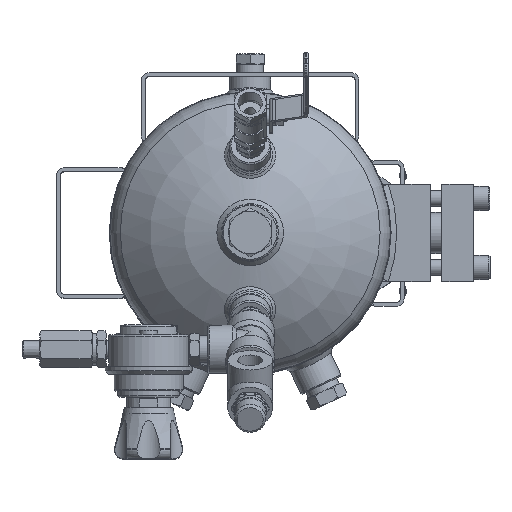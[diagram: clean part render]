
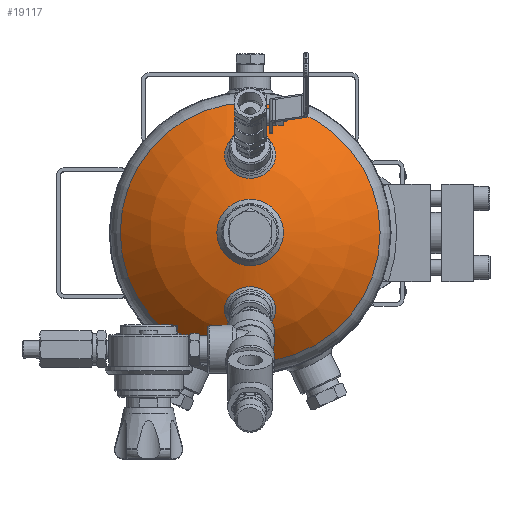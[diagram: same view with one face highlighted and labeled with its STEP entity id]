
A CAD part, top view. The second image highlights one B-rep face of the part: STEP entity #19117.
In plain terms, the highlighted spherical face has radius 140.215 mm.
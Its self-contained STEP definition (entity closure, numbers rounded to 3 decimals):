
#2736=SPHERICAL_SURFACE('',#25326,140.215);
#4172=CIRCLE('',#25327,17.526);
#4173=CIRCLE('',#25328,22.513);
#4174=CIRCLE('',#25329,17.526);
#4175=CIRCLE('',#25330,101.553);
#4992=ORIENTED_EDGE('',*,*,#10139,.T.);
#4993=ORIENTED_EDGE('',*,*,#10140,.T.);
#4994=ORIENTED_EDGE('',*,*,#10141,.T.);
#4995=ORIENTED_EDGE('',*,*,#10142,.F.);
#10139=EDGE_CURVE('',#12725,#12725,#4172,.T.);
#10140=EDGE_CURVE('',#12726,#12726,#4173,.T.);
#10141=EDGE_CURVE('',#12727,#12727,#4174,.T.);
#10142=EDGE_CURVE('',#12728,#12728,#4175,.T.);
#12725=VERTEX_POINT('',#34491);
#12726=VERTEX_POINT('',#34493);
#12727=VERTEX_POINT('',#34495);
#12728=VERTEX_POINT('',#34497);
#15071=EDGE_LOOP('',(#4992));
#15072=EDGE_LOOP('',(#4993));
#15073=EDGE_LOOP('',(#4994));
#15074=EDGE_LOOP('',(#4995));
#16961=FACE_BOUND('',#15071,.T.);
#16962=FACE_BOUND('',#15072,.T.);
#16963=FACE_BOUND('',#15073,.T.);
#16964=FACE_BOUND('',#15074,.T.);
#19117=ADVANCED_FACE('',(#16961,#16962,#16963,#16964),#2736,.T.);
#25326=AXIS2_PLACEMENT_3D('',#34489,#27450,#27451);
#25327=AXIS2_PLACEMENT_3D('',#34490,#27452,#27453);
#25328=AXIS2_PLACEMENT_3D('',#34492,#27454,#27455);
#25329=AXIS2_PLACEMENT_3D('',#34494,#27456,#27457);
#25330=AXIS2_PLACEMENT_3D('',#34496,#27458,#27459);
#27450=DIRECTION('',(0.,0.,-1.));
#27451=DIRECTION('',(-1.,0.,0.));
#27452=DIRECTION('',(-0.435,0.,-0.9));
#27453=DIRECTION('',(-0.9,0.,0.435));
#27454=DIRECTION('',(0.,0.,-1.));
#27455=DIRECTION('',(-1.,0.,0.));
#27456=DIRECTION('',(0.435,0.,-0.9));
#27457=DIRECTION('',(-0.9,0.,-0.435));
#27458=DIRECTION('',(0.,0.,-1.));
#27459=DIRECTION('',(-1.,0.,0.));
#34489=CARTESIAN_POINT('',(0.,0.,-38.615));
#34490=CARTESIAN_POINT('',(60.522,0.,86.646));
#34491=CARTESIAN_POINT('',(44.741,0.,94.27));
#34492=CARTESIAN_POINT('',(0.,0.,99.781));
#34493=CARTESIAN_POINT('',(-22.513,0.,99.781));
#34494=CARTESIAN_POINT('',(-60.522,0.,86.646));
#34495=CARTESIAN_POINT('',(-76.302,0.,79.021));
#34496=CARTESIAN_POINT('',(0.,0.,58.066));
#34497=CARTESIAN_POINT('',(-101.553,0.,58.066));
